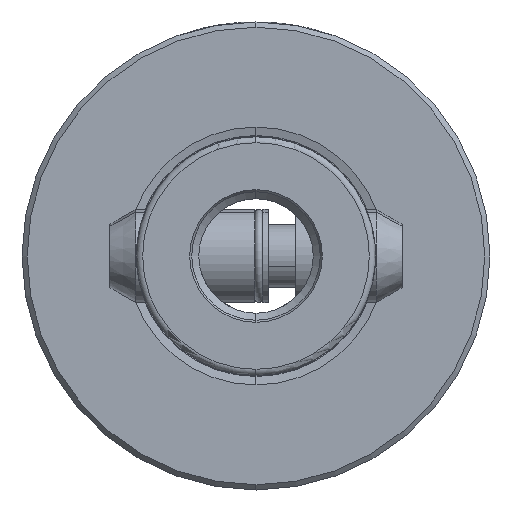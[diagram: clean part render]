
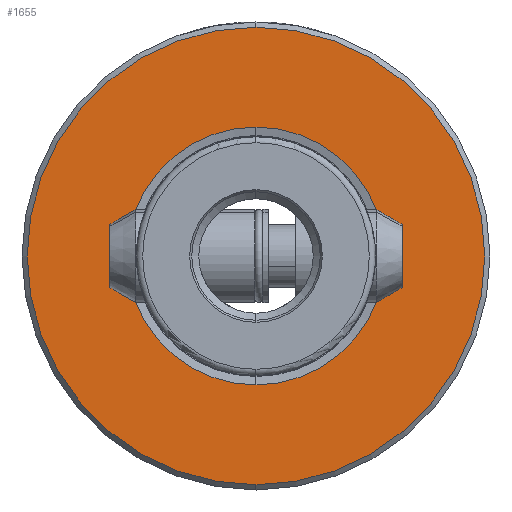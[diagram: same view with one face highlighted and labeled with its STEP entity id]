
A CAD part, left-side view. The second image highlights one B-rep face of the part: STEP entity #1655.
In plain terms, the highlighted face is planar.
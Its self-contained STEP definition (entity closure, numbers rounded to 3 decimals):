
#186 = DIRECTION ( 'NONE',  ( 0., 0., 1. ) ) ;
#346 = VERTEX_POINT ( 'NONE', #799 ) ;
#492 = ORIENTED_EDGE ( 'NONE', *, *, #2109, .F. ) ;
#553 = DIRECTION ( 'NONE',  ( 0., 0., 1. ) ) ;
#591 = VERTEX_POINT ( 'NONE', #3767 ) ;
#619 = ORIENTED_EDGE ( 'NONE', *, *, #5082, .T. ) ;
#623 = CARTESIAN_POINT ( 'NONE',  ( 24.795, 0., 100. ) ) ;
#799 = CARTESIAN_POINT ( 'NONE',  ( -24.795, 0., 100. ) ) ;
#821 = DIRECTION ( 'NONE',  ( 0., 0., 1. ) ) ;
#903 = EDGE_LOOP ( 'NONE', ( #492, #4323 ) ) ;
#948 = CARTESIAN_POINT ( 'NONE',  ( 0., 0., 100. ) ) ;
#1290 = DIRECTION ( 'NONE',  ( 1., 0., 0. ) ) ;
#1306 = DIRECTION ( 'NONE',  ( 0., 0., 1. ) ) ;
#1655 = ADVANCED_FACE ( 'NONE', ( #1684, #4686 ), #2784, .T. ) ;
#1662 = AXIS2_PLACEMENT_3D ( 'NONE', #948, #553, #4896 ) ;
#1684 = FACE_BOUND ( 'NONE', #903, .T. ) ;
#1686 = DIRECTION ( 'NONE',  ( 1., 0., 0. ) ) ;
#1753 = EDGE_CURVE ( 'NONE', #346, #4671, #3090, .T. ) ;
#1884 = AXIS2_PLACEMENT_3D ( 'NONE', #3914, #821, #2331 ) ;
#1947 = AXIS2_PLACEMENT_3D ( 'NONE', #4408, #186, #2933 ) ;
#1950 = VERTEX_POINT ( 'NONE', #3155 ) ;
#1966 = CIRCLE ( 'NONE', #1662, 44. ) ;
#2109 = EDGE_CURVE ( 'NONE', #4671, #346, #3764, .T. ) ;
#2331 = DIRECTION ( 'NONE',  ( 1., 0., 0. ) ) ;
#2482 = AXIS2_PLACEMENT_3D ( 'NONE', #3597, #4026, #1686 ) ;
#2629 = EDGE_LOOP ( 'NONE', ( #3468, #619 ) ) ;
#2784 = PLANE ( 'NONE',  #1884 ) ;
#2933 = DIRECTION ( 'NONE',  ( 1., 0., 0. ) ) ;
#3090 = CIRCLE ( 'NONE', #1947, 24.795 ) ;
#3115 = EDGE_CURVE ( 'NONE', #1950, #591, #1966, .T. ) ;
#3155 = CARTESIAN_POINT ( 'NONE',  ( -44., 0., 100. ) ) ;
#3361 = AXIS2_PLACEMENT_3D ( 'NONE', #4866, #1306, #1290 ) ;
#3468 = ORIENTED_EDGE ( 'NONE', *, *, #3115, .T. ) ;
#3597 = CARTESIAN_POINT ( 'NONE',  ( 0., 0., 100. ) ) ;
#3764 = CIRCLE ( 'NONE', #3361, 24.795 ) ;
#3767 = CARTESIAN_POINT ( 'NONE',  ( 44., 0., 100. ) ) ;
#3914 = CARTESIAN_POINT ( 'NONE',  ( 0., 0., 100. ) ) ;
#4026 = DIRECTION ( 'NONE',  ( 0., 0., 1. ) ) ;
#4103 = CIRCLE ( 'NONE', #2482, 44. ) ;
#4323 = ORIENTED_EDGE ( 'NONE', *, *, #1753, .F. ) ;
#4408 = CARTESIAN_POINT ( 'NONE',  ( 0., 0., 100. ) ) ;
#4671 = VERTEX_POINT ( 'NONE', #623 ) ;
#4686 = FACE_OUTER_BOUND ( 'NONE', #2629, .T. ) ;
#4866 = CARTESIAN_POINT ( 'NONE',  ( 0., 0., 100. ) ) ;
#4896 = DIRECTION ( 'NONE',  ( 1., 0., 0. ) ) ;
#5082 = EDGE_CURVE ( 'NONE', #591, #1950, #4103, .T. ) ;
